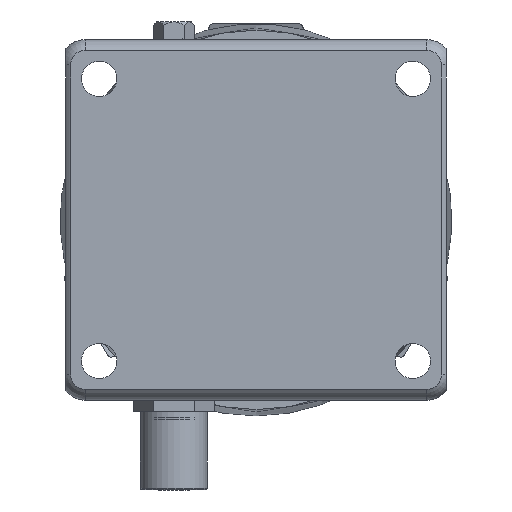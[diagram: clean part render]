
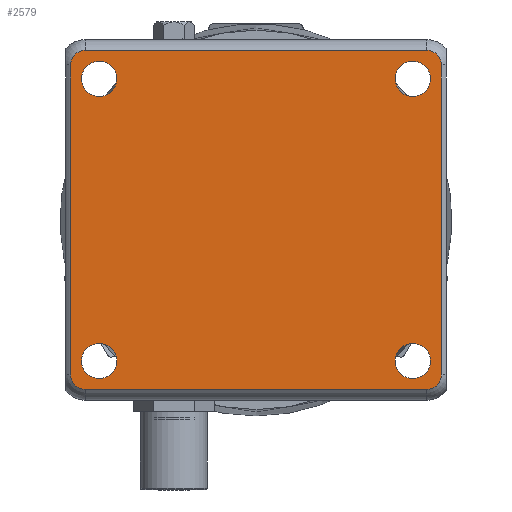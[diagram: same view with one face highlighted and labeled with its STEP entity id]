
A CAD part, front view. The second image highlights one B-rep face of the part: STEP entity #2579.
In plain terms, the highlighted planar face has unit normal (0, -1, 0).
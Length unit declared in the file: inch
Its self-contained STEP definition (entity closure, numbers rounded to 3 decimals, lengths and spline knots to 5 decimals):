
#98 = EDGE_LOOP ( 'NONE', ( #8325 ) ) ;
#103 = ORIENTED_EDGE ( 'NONE', *, *, #11244, .F. ) ;
#222 = ORIENTED_EDGE ( 'NONE', *, *, #12158, .F. ) ;
#234 = EDGE_CURVE ( 'NONE', #7191, #10354, #11976, .T. ) ;
#264 = VERTEX_POINT ( 'NONE', #11756 ) ;
#439 = CARTESIAN_POINT ( 'NONE',  ( 3.125, 0.07, 2.7045 ) ) ;
#962 = EDGE_LOOP ( 'NONE', ( #5367 ) ) ;
#1448 = FACE_BOUND ( 'NONE', #2428, .T. ) ;
#1570 = EDGE_CURVE ( 'NONE', #8143, #8143, #9496, .T. ) ;
#1621 = CIRCLE ( 'NONE', #5587, 0.2345 ) ;
#1731 = ORIENTED_EDGE ( 'NONE', *, *, #6008, .F. ) ;
#2049 = AXIS2_PLACEMENT_3D ( 'NONE', #7710, #10083, #4066 ) ;
#2060 = EDGE_CURVE ( 'NONE', #8086, #7751, #11131, .T. ) ;
#2073 = AXIS2_PLACEMENT_3D ( 'NONE', #3882, #2751, #7489 ) ;
#2127 = LINE ( 'NONE', #7206, #2714 ) ;
#2139 = CARTESIAN_POINT ( 'NONE',  ( 2.5, 0.07, 2.25 ) ) ;
#2167 = ORIENTED_EDGE ( 'NONE', *, *, #7713, .F. ) ;
#2265 = CIRCLE ( 'NONE', #4391, 0.281 ) ;
#2428 = EDGE_LOOP ( 'NONE', ( #6751 ) ) ;
#2540 = CARTESIAN_POINT ( 'NONE',  ( -2.5, 0.07, -2.531 ) ) ;
#2579 = ADVANCED_FACE ( 'NONE', ( #10561, #3659, #5423, #1448, #6810 ), #6145, .T. ) ;
#2714 = VECTOR ( 'NONE', #12406, 39.37008 ) ;
#2734 = VECTOR ( 'NONE', #5702, 39.37008 ) ;
#2751 = DIRECTION ( 'NONE',  ( 0., 1., 0. ) ) ;
#2905 = CARTESIAN_POINT ( 'NONE',  ( -2.9545, 0.07, 2.875 ) ) ;
#3033 = DIRECTION ( 'NONE',  ( -1., 0., 0. ) ) ;
#3308 = ORIENTED_EDGE ( 'NONE', *, *, #5611, .T. ) ;
#3429 = CIRCLE ( 'NONE', #4096, 0.2345 ) ;
#3659 = FACE_BOUND ( 'NONE', #98, .T. ) ;
#3882 = CARTESIAN_POINT ( 'NONE',  ( 2.72, 0.07, -2.47 ) ) ;
#4066 = DIRECTION ( 'NONE',  ( 0., 0., 1. ) ) ;
#4084 = DIRECTION ( 'NONE',  ( 0., 0., 1. ) ) ;
#4096 = AXIS2_PLACEMENT_3D ( 'NONE', #8310, #11906, #4084 ) ;
#4169 = CARTESIAN_POINT ( 'NONE',  ( 2.72, 0.07, 2.47 ) ) ;
#4189 = CIRCLE ( 'NONE', #5070, 0.281 ) ;
#4209 = CARTESIAN_POINT ( 'NONE',  ( 2.72, 0.07, -2.7045 ) ) ;
#4261 = VERTEX_POINT ( 'NONE', #9651 ) ;
#4391 = AXIS2_PLACEMENT_3D ( 'NONE', #2139, #5823, #12269 ) ;
#4517 = CARTESIAN_POINT ( 'NONE',  ( -2.9545, 0.07, -2.47 ) ) ;
#4606 = CARTESIAN_POINT ( 'NONE',  ( -2.5, 0.07, 1.969 ) ) ;
#4644 = DIRECTION ( 'NONE',  ( 0., 1., 0. ) ) ;
#4929 = DIRECTION ( 'NONE',  ( 0., 0., -1. ) ) ;
#5070 = AXIS2_PLACEMENT_3D ( 'NONE', #5903, #6820, #5666 ) ;
#5133 = DIRECTION ( 'NONE',  ( 0., 1., 0. ) ) ;
#5361 = CIRCLE ( 'NONE', #6581, 0.281 ) ;
#5367 = ORIENTED_EDGE ( 'NONE', *, *, #7316, .T. ) ;
#5423 = FACE_BOUND ( 'NONE', #962, .T. ) ;
#5574 = VECTOR ( 'NONE', #3033, 39.37008 ) ;
#5587 = AXIS2_PLACEMENT_3D ( 'NONE', #11404, #4644, #6740 ) ;
#5604 = CARTESIAN_POINT ( 'NONE',  ( -2.5, 0.07, -2.25 ) ) ;
#5611 = EDGE_CURVE ( 'NONE', #4261, #4261, #5361, .T. ) ;
#5620 = VERTEX_POINT ( 'NONE', #12395 ) ;
#5666 = DIRECTION ( 'NONE',  ( 0., 0., -1. ) ) ;
#5702 = DIRECTION ( 'NONE',  ( 0., 0., 1. ) ) ;
#5823 = DIRECTION ( 'NONE',  ( 0., 1., 0. ) ) ;
#5897 = LINE ( 'NONE', #5996, #5574 ) ;
#5903 = CARTESIAN_POINT ( 'NONE',  ( -2.5, 0.07, 2.25 ) ) ;
#5996 = CARTESIAN_POINT ( 'NONE',  ( 3.125, 0.07, -2.7045 ) ) ;
#6008 = EDGE_CURVE ( 'NONE', #10354, #11536, #2127, .T. ) ;
#6027 = EDGE_CURVE ( 'NONE', #264, #264, #2265, .T. ) ;
#6145 = PLANE ( 'NONE',  #2049 ) ;
#6459 = ORIENTED_EDGE ( 'NONE', *, *, #234, .F. ) ;
#6519 = ORIENTED_EDGE ( 'NONE', *, *, #7295, .F. ) ;
#6581 = AXIS2_PLACEMENT_3D ( 'NONE', #10737, #9779, #4929 ) ;
#6622 = DIRECTION ( 'NONE',  ( 0., 0., -1. ) ) ;
#6740 = DIRECTION ( 'NONE',  ( 0., 0., 1. ) ) ;
#6751 = ORIENTED_EDGE ( 'NONE', *, *, #6027, .T. ) ;
#6810 = FACE_OUTER_BOUND ( 'NONE', #11297, .T. ) ;
#6820 = DIRECTION ( 'NONE',  ( 0., 1., 0. ) ) ;
#7191 = VERTEX_POINT ( 'NONE', #12335 ) ;
#7206 = CARTESIAN_POINT ( 'NONE',  ( 2.9545, 0.07, 2.875 ) ) ;
#7240 = ORIENTED_EDGE ( 'NONE', *, *, #11414, .F. ) ;
#7295 = EDGE_CURVE ( 'NONE', #10499, #7191, #9127, .T. ) ;
#7316 = EDGE_CURVE ( 'NONE', #8594, #8594, #4189, .T. ) ;
#7324 = EDGE_LOOP ( 'NONE', ( #3308 ) ) ;
#7474 = CARTESIAN_POINT ( 'NONE',  ( 2.9545, 0.07, -2.47 ) ) ;
#7489 = DIRECTION ( 'NONE',  ( 0., 0., 1. ) ) ;
#7710 = CARTESIAN_POINT ( 'NONE',  ( -3.5, 0.07, 3. ) ) ;
#7713 = EDGE_CURVE ( 'NONE', #11536, #9612, #11054, .T. ) ;
#7720 = AXIS2_PLACEMENT_3D ( 'NONE', #4169, #5133, #8385 ) ;
#7751 = VERTEX_POINT ( 'NONE', #8788 ) ;
#8086 = VERTEX_POINT ( 'NONE', #4517 ) ;
#8143 = VERTEX_POINT ( 'NONE', #2540 ) ;
#8310 = CARTESIAN_POINT ( 'NONE',  ( -2.72, 0.07, -2.47 ) ) ;
#8325 = ORIENTED_EDGE ( 'NONE', *, *, #1570, .T. ) ;
#8385 = DIRECTION ( 'NONE',  ( 0., 0., 1. ) ) ;
#8594 = VERTEX_POINT ( 'NONE', #4606 ) ;
#8788 = CARTESIAN_POINT ( 'NONE',  ( -2.9545, 0.07, 2.47 ) ) ;
#9127 = LINE ( 'NONE', #439, #10068 ) ;
#9174 = CARTESIAN_POINT ( 'NONE',  ( -2.72, 0.07, 2.7045 ) ) ;
#9340 = ORIENTED_EDGE ( 'NONE', *, *, #2060, .F. ) ;
#9421 = AXIS2_PLACEMENT_3D ( 'NONE', #5604, #12392, #6622 ) ;
#9496 = CIRCLE ( 'NONE', #9421, 0.281 ) ;
#9500 = DIRECTION ( 'NONE',  ( 1., 0., 0. ) ) ;
#9612 = VERTEX_POINT ( 'NONE', #4209 ) ;
#9651 = CARTESIAN_POINT ( 'NONE',  ( 2.5, 0.07, -2.531 ) ) ;
#9779 = DIRECTION ( 'NONE',  ( 0., 1., 0. ) ) ;
#10032 = CARTESIAN_POINT ( 'NONE',  ( 2.9545, 0.07, 2.47 ) ) ;
#10068 = VECTOR ( 'NONE', #9500, 39.37008 ) ;
#10083 = DIRECTION ( 'NONE',  ( 0., -1., 0. ) ) ;
#10354 = VERTEX_POINT ( 'NONE', #10032 ) ;
#10499 = VERTEX_POINT ( 'NONE', #9174 ) ;
#10561 = FACE_BOUND ( 'NONE', #7324, .T. ) ;
#10737 = CARTESIAN_POINT ( 'NONE',  ( 2.5, 0.07, -2.25 ) ) ;
#11054 = CIRCLE ( 'NONE', #2073, 0.2345 ) ;
#11131 = LINE ( 'NONE', #2905, #2734 ) ;
#11244 = EDGE_CURVE ( 'NONE', #7751, #10499, #1621, .T. ) ;
#11297 = EDGE_LOOP ( 'NONE', ( #9340, #7240, #222, #2167, #1731, #6459, #6519, #103 ) ) ;
#11404 = CARTESIAN_POINT ( 'NONE',  ( -2.72, 0.07, 2.47 ) ) ;
#11414 = EDGE_CURVE ( 'NONE', #5620, #8086, #3429, .T. ) ;
#11536 = VERTEX_POINT ( 'NONE', #7474 ) ;
#11756 = CARTESIAN_POINT ( 'NONE',  ( 2.5, 0.07, 1.969 ) ) ;
#11906 = DIRECTION ( 'NONE',  ( 0., 1., 0. ) ) ;
#11976 = CIRCLE ( 'NONE', #7720, 0.2345 ) ;
#12158 = EDGE_CURVE ( 'NONE', #9612, #5620, #5897, .T. ) ;
#12269 = DIRECTION ( 'NONE',  ( 0., 0., -1. ) ) ;
#12335 = CARTESIAN_POINT ( 'NONE',  ( 2.72, 0.07, 2.7045 ) ) ;
#12392 = DIRECTION ( 'NONE',  ( 0., 1., 0. ) ) ;
#12395 = CARTESIAN_POINT ( 'NONE',  ( -2.72, 0.07, -2.7045 ) ) ;
#12406 = DIRECTION ( 'NONE',  ( 0., 0., -1. ) ) ;
